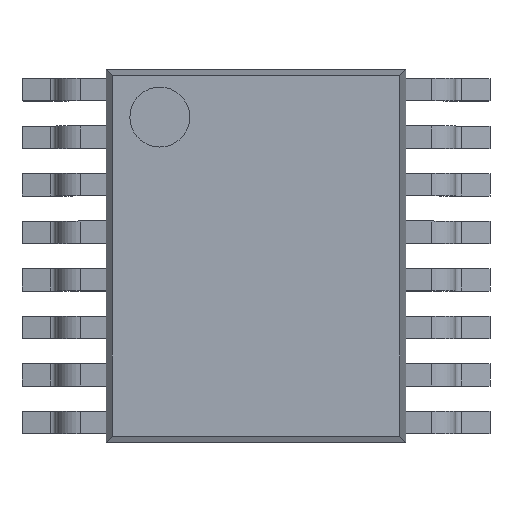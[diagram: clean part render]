
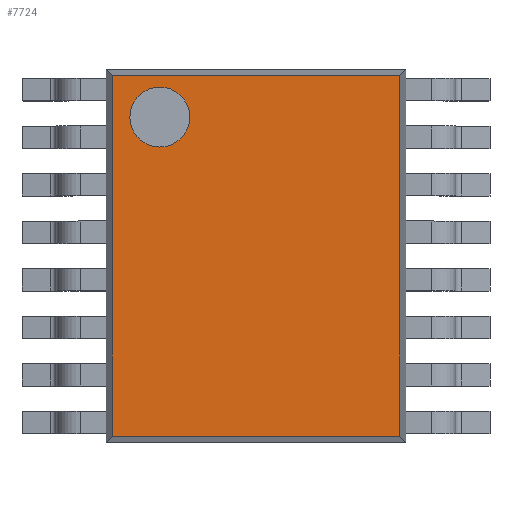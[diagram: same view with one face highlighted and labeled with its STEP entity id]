
A CAD part, top view. The second image highlights one B-rep face of the part: STEP entity #7724.
In plain terms, the highlighted planar face has unit normal (0, 0, 1).
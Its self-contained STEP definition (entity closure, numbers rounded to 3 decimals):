
#7531=CARTESIAN_POINT('',(-0.885,1.855,1.75));
#7532=VERTEX_POINT('',#7531);
#7541=CARTESIAN_POINT('',(-1.685,1.855,1.75));
#7542=VERTEX_POINT('',#7541);
#7543=CARTESIAN_POINT('',(-1.285,1.855,1.75));
#7544=DIRECTION('',(0.0,0.0,-1.0));
#7545=DIRECTION('',(1.0,0.0,0.0));
#7546=AXIS2_PLACEMENT_3D('',#7543,#7544,#7545);
#7547=CIRCLE('',#7546,0.4);
#7548=EDGE_CURVE('',#7542,#7532,#7547,.T.);
#7573=CARTESIAN_POINT('',(1.918,2.408,1.75));
#7574=VERTEX_POINT('',#7573);
#7583=CARTESIAN_POINT('',(1.918,-2.408,1.75));
#7584=VERTEX_POINT('',#7583);
#7585=CARTESIAN_POINT('',(1.918,-2.408,1.75));
#7586=DIRECTION('',(0.0,1.0,0.0));
#7587=VECTOR('',#7586,4.815);
#7588=LINE('',#7585,#7587);
#7589=EDGE_CURVE('',#7584,#7574,#7588,.T.);
#7614=CARTESIAN_POINT('',(-1.918,-2.408,1.75));
#7615=VERTEX_POINT('',#7614);
#7616=CARTESIAN_POINT('',(-1.918,-2.408,1.75));
#7617=DIRECTION('',(1.0,0.0,0.0));
#7618=VECTOR('',#7617,3.835);
#7619=LINE('',#7616,#7618);
#7620=EDGE_CURVE('',#7584,#7615,#7619,.F.);
#7646=CARTESIAN_POINT('',(-1.918,2.408,1.75));
#7647=VERTEX_POINT('',#7646);
#7661=CARTESIAN_POINT('',(-1.918,2.408,1.75));
#7662=DIRECTION('',(0.0,-1.0,0.0));
#7663=VECTOR('',#7662,4.815);
#7664=LINE('',#7661,#7663);
#7665=EDGE_CURVE('',#7615,#7647,#7664,.F.);
#7684=CARTESIAN_POINT('',(-1.285,1.855,1.75));
#7685=DIRECTION('',(0.0,0.0,-1.0));
#7686=DIRECTION('',(1.0,0.0,0.0));
#7687=AXIS2_PLACEMENT_3D('',#7684,#7685,#7686);
#7688=CIRCLE('',#7687,0.4);
#7689=EDGE_CURVE('',#7532,#7542,#7688,.T.);
#7704=CARTESIAN_POINT('',(1.92,-2.49,1.75));
#7705=DIRECTION('',(0.0,0.0,1.0));
#7706=DIRECTION('',(1.0,0.0,0.0));
#7707=AXIS2_PLACEMENT_3D('',#7704,#7705,#7706);
#7708=PLANE('',#7707);
#7709=CARTESIAN_POINT('',(1.918,2.408,1.75));
#7710=DIRECTION('',(-1.0,0.0,0.0));
#7711=VECTOR('',#7710,3.835);
#7712=LINE('',#7709,#7711);
#7713=EDGE_CURVE('',#7647,#7574,#7712,.F.);
#7714=ORIENTED_EDGE('',*,*,#7713,.F.);
#7715=ORIENTED_EDGE('',*,*,#7665,.F.);
#7716=ORIENTED_EDGE('',*,*,#7620,.F.);
#7717=ORIENTED_EDGE('',*,*,#7589,.T.);
#7718=EDGE_LOOP('',(#7714,#7715,#7716,#7717));
#7719=FACE_OUTER_BOUND('',#7718,.T.);
#7720=ORIENTED_EDGE('',*,*,#7689,.T.);
#7721=ORIENTED_EDGE('',*,*,#7548,.T.);
#7722=EDGE_LOOP('',(#7720,#7721));
#7723=FACE_BOUND('',#7722,.T.);
#7724=ADVANCED_FACE('',(#7719,#7723),#7708,.T.);
